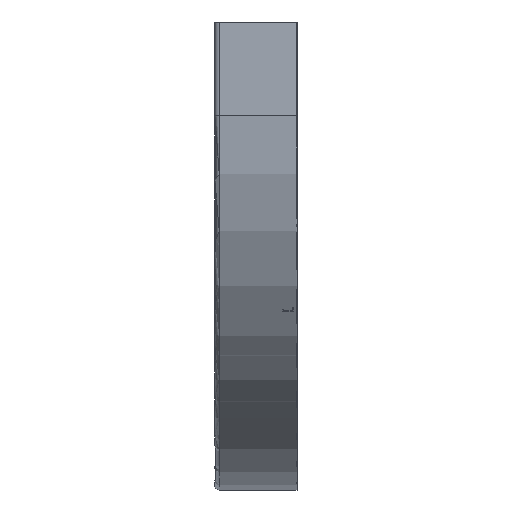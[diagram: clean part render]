
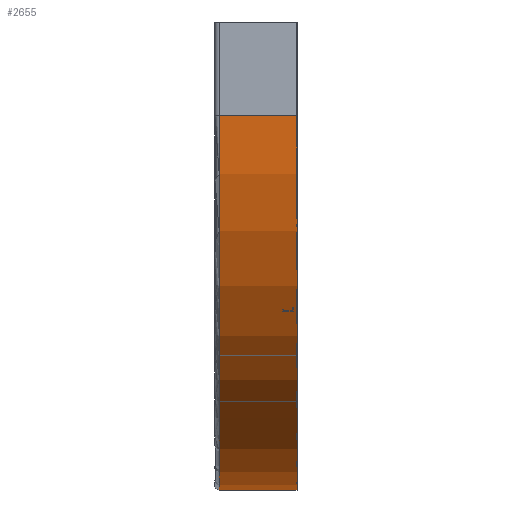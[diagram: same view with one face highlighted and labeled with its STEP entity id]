
A CAD part, left-side view. The second image highlights one B-rep face of the part: STEP entity #2655.
In plain terms, the highlighted cylindrical face has radius 500 mm (diameter 1000 mm), a partial arc.
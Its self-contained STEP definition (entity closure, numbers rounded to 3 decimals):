
#190 = VECTOR ( 'NONE', #2269, 1000. ) ;
#191 = CIRCLE ( 'NONE', #1722, 500. ) ;
#282 = CARTESIAN_POINT ( 'NONE',  ( 0., 0., -125. ) ) ;
#360 = EDGE_LOOP ( 'NONE', ( #2623, #889, #3691, #1899 ) ) ;
#378 = DIRECTION ( 'NONE',  ( 0., 1., 0. ) ) ;
#441 = VERTEX_POINT ( 'NONE', #1263 ) ;
#628 = CARTESIAN_POINT ( 'NONE',  ( -500., 0., -625. ) ) ;
#683 = DIRECTION ( 'NONE',  ( 0., 1., 0. ) ) ;
#727 = VERTEX_POINT ( 'NONE', #3168 ) ;
#741 = EDGE_CURVE ( 'NONE', #1267, #1613, #2714, .T. ) ;
#889 = ORIENTED_EDGE ( 'NONE', *, *, #3238, .F. ) ;
#999 = AXIS2_PLACEMENT_3D ( 'NONE', #1501, #1114, #3211 ) ;
#1114 = DIRECTION ( 'NONE',  ( 0., 1., 0. ) ) ;
#1251 = CARTESIAN_POINT ( 'NONE',  ( -500., 0., -125. ) ) ;
#1263 = CARTESIAN_POINT ( 'NONE',  ( 0., 104., -125. ) ) ;
#1267 = VERTEX_POINT ( 'NONE', #628 ) ;
#1393 = EDGE_CURVE ( 'NONE', #441, #1613, #2485, .T. ) ;
#1440 = DIRECTION ( 'NONE',  ( 0., 0., 1. ) ) ;
#1501 = CARTESIAN_POINT ( 'NONE',  ( -500., 104., -125. ) ) ;
#1613 = VERTEX_POINT ( 'NONE', #2899 ) ;
#1722 = AXIS2_PLACEMENT_3D ( 'NONE', #2061, #378, #2378 ) ;
#1758 = CYLINDRICAL_SURFACE ( 'NONE', #2651, 500. ) ;
#1899 = ORIENTED_EDGE ( 'NONE', *, *, #741, .T. ) ;
#2061 = CARTESIAN_POINT ( 'NONE',  ( -500., 0., -125. ) ) ;
#2269 = DIRECTION ( 'NONE',  ( 0., 1., 0. ) ) ;
#2378 = DIRECTION ( 'NONE',  ( 0., 0., 1. ) ) ;
#2485 = CIRCLE ( 'NONE', #999, 500. ) ;
#2623 = ORIENTED_EDGE ( 'NONE', *, *, #1393, .F. ) ;
#2643 = CARTESIAN_POINT ( 'NONE',  ( -500., 0., -625. ) ) ;
#2651 = AXIS2_PLACEMENT_3D ( 'NONE', #1251, #683, #1440 ) ;
#2655 = ADVANCED_FACE ( 'NONE', ( #3100 ), #1758, .T. ) ;
#2709 = DIRECTION ( 'NONE',  ( 0., 1., 0. ) ) ;
#2714 = LINE ( 'NONE', #2643, #3303 ) ;
#2899 = CARTESIAN_POINT ( 'NONE',  ( -500., 104., -625. ) ) ;
#3100 = FACE_OUTER_BOUND ( 'NONE', #360, .T. ) ;
#3168 = CARTESIAN_POINT ( 'NONE',  ( 0., 0., -125. ) ) ;
#3211 = DIRECTION ( 'NONE',  ( 1., 0., 0. ) ) ;
#3238 = EDGE_CURVE ( 'NONE', #727, #441, #3679, .T. ) ;
#3303 = VECTOR ( 'NONE', #2709, 1000. ) ;
#3523 = EDGE_CURVE ( 'NONE', #727, #1267, #191, .T. ) ;
#3679 = LINE ( 'NONE', #282, #190 ) ;
#3691 = ORIENTED_EDGE ( 'NONE', *, *, #3523, .T. ) ;
